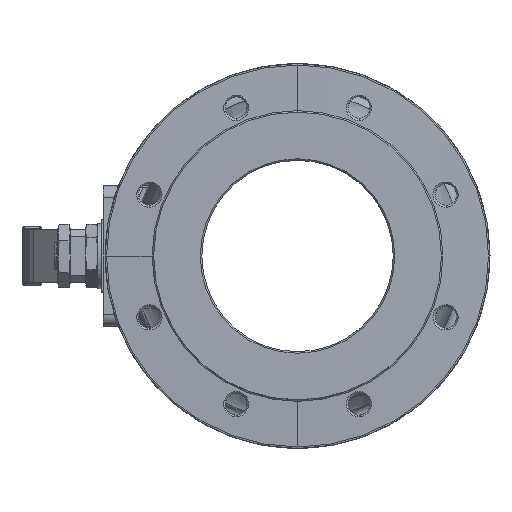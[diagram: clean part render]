
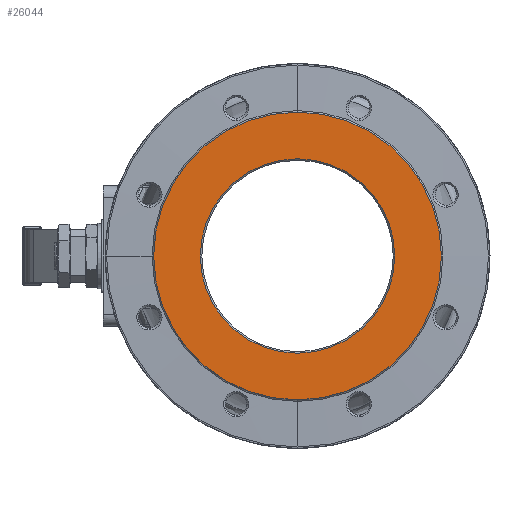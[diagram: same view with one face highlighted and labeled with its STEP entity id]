
A CAD part, left-side view. The second image highlights one B-rep face of the part: STEP entity #26044.
In plain terms, the highlighted planar face has unit normal (-1, 0, 0).
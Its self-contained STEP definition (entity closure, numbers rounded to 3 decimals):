
#25980 = EDGE_CURVE ( 'NONE', #26009, #25991, #58343, .T. ) ;
#25991 = VERTEX_POINT ( 'NONE', #58368 ) ;
#25994 = EDGE_CURVE ( 'NONE', #25991, #25996, #58427, .T. ) ;
#25996 = VERTEX_POINT ( 'NONE', #58422 ) ;
#26007 = EDGE_CURVE ( 'NONE', #25996, #26009, #58410, .T. ) ;
#26009 = VERTEX_POINT ( 'NONE', #58406 ) ;
#26044 = ADVANCED_FACE ( 'NONE', ( #58505, #58499 ), #58547, .F. ) ;
#26048 = EDGE_LOOP ( 'NONE', ( #26138, #26139, #26140 ) ) ;
#26138 = ORIENTED_EDGE ( 'NONE', *, *, #26007, .F. ) ;
#26139 = ORIENTED_EDGE ( 'NONE', *, *, #25994, .F. ) ;
#26140 = ORIENTED_EDGE ( 'NONE', *, *, #25980, .F. ) ;
#26141 = EDGE_LOOP ( 'NONE', ( #26142, #26144, #26148 ) ) ;
#26142 = ORIENTED_EDGE ( 'NONE', *, *, #32805, .T. ) ;
#26144 = ORIENTED_EDGE ( 'NONE', *, *, #26145, .T. ) ;
#26145 = EDGE_CURVE ( 'NONE', #32791, #26147, #59671, .T. ) ;
#26147 = VERTEX_POINT ( 'NONE', #59695 ) ;
#26148 = ORIENTED_EDGE ( 'NONE', *, *, #26150, .T. ) ;
#26150 = EDGE_CURVE ( 'NONE', #26147, #32793, #59693, .T. ) ;
#32791 = VERTEX_POINT ( 'NONE', #76488 ) ;
#32793 = VERTEX_POINT ( 'NONE', #76487 ) ;
#32805 = EDGE_CURVE ( 'NONE', #32793, #32791, #76519, .T. ) ;
#58342 = CARTESIAN_POINT ( 'NONE',  ( -100., 0., 0. ) ) ;
#58343 = CIRCLE ( 'NONE', #58395, 94. ) ;
#58368 = CARTESIAN_POINT ( 'NONE',  ( -100., 0., 94. ) ) ;
#58393 = DIRECTION ( 'NONE',  ( 0., -1., 0. ) ) ;
#58394 = DIRECTION ( 'NONE',  ( 1., 0., 0. ) ) ;
#58395 = AXIS2_PLACEMENT_3D ( 'NONE', #58342, #58394, #58393 ) ;
#58406 = CARTESIAN_POINT ( 'NONE',  ( -100., 0., -94. ) ) ;
#58407 = DIRECTION ( 'NONE',  ( 0., -1., 0. ) ) ;
#58408 = DIRECTION ( 'NONE',  ( 1., 0., 0. ) ) ;
#58409 = AXIS2_PLACEMENT_3D ( 'NONE', #58416, #58408, #58407 ) ;
#58410 = CIRCLE ( 'NONE', #58409, 94. ) ;
#58416 = CARTESIAN_POINT ( 'NONE',  ( -100., 0., 0. ) ) ;
#58422 = CARTESIAN_POINT ( 'NONE',  ( -100., -94., 0. ) ) ;
#58423 = DIRECTION ( 'NONE',  ( 0., -1., 0. ) ) ;
#58424 = DIRECTION ( 'NONE',  ( 1., 0., 0. ) ) ;
#58425 = CARTESIAN_POINT ( 'NONE',  ( -100., 0., 0. ) ) ;
#58426 = AXIS2_PLACEMENT_3D ( 'NONE', #58425, #58424, #58423 ) ;
#58427 = CIRCLE ( 'NONE', #58426, 94. ) ;
#58499 = FACE_BOUND ( 'NONE', #26141, .T. ) ;
#58505 = FACE_OUTER_BOUND ( 'NONE', #26048, .T. ) ;
#58543 = DIRECTION ( 'NONE',  ( 0., 0., -1. ) ) ;
#58544 = DIRECTION ( 'NONE',  ( 1., 0., 0. ) ) ;
#58545 = CARTESIAN_POINT ( 'NONE',  ( -100., -95.128, 95.128 ) ) ;
#58546 = AXIS2_PLACEMENT_3D ( 'NONE', #58545, #58544, #58543 ) ;
#58547 = PLANE ( 'NONE',  #58546 ) ;
#59669 = DIRECTION ( 'NONE',  ( 1., 0., 0. ) ) ;
#59671 = CIRCLE ( 'NONE', #59713, 63.5 ) ;
#59672 = CARTESIAN_POINT ( 'NONE',  ( -100., 0., 0. ) ) ;
#59689 = DIRECTION ( 'NONE',  ( 0., -1., 0. ) ) ;
#59690 = DIRECTION ( 'NONE',  ( 1., 0., 0. ) ) ;
#59691 = CARTESIAN_POINT ( 'NONE',  ( -100., 0., 0. ) ) ;
#59692 = AXIS2_PLACEMENT_3D ( 'NONE', #59691, #59690, #59689 ) ;
#59693 = CIRCLE ( 'NONE', #59692, 63.5 ) ;
#59695 = CARTESIAN_POINT ( 'NONE',  ( -100., 0., -63.5 ) ) ;
#59696 = DIRECTION ( 'NONE',  ( 0., -1., 0. ) ) ;
#59713 = AXIS2_PLACEMENT_3D ( 'NONE', #59672, #59669, #59696 ) ;
#76487 = CARTESIAN_POINT ( 'NONE',  ( -100., 0., 63.5 ) ) ;
#76488 = CARTESIAN_POINT ( 'NONE',  ( -100., -63.5, 0. ) ) ;
#76516 = DIRECTION ( 'NONE',  ( 0., -1., 0. ) ) ;
#76517 = DIRECTION ( 'NONE',  ( 1., 0., 0. ) ) ;
#76518 = AXIS2_PLACEMENT_3D ( 'NONE', #76524, #76517, #76516 ) ;
#76519 = CIRCLE ( 'NONE', #76518, 63.5 ) ;
#76524 = CARTESIAN_POINT ( 'NONE',  ( -100., 0., 0. ) ) ;
